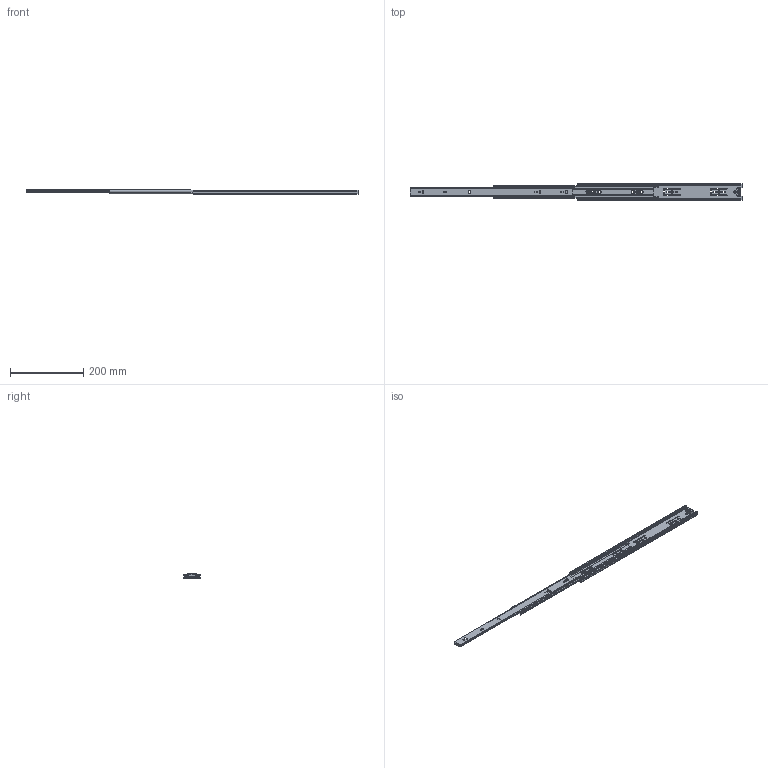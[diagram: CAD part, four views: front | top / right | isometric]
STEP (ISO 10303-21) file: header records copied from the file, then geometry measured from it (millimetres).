
FILE_DESCRIPTION (( 'STEP AP203' ), '1' );
FILE_NAME ('11435A25.step', '2013-10-01T16:05:56', ( 'Admin' ), ( 'Microsoft' ), 'SwSTEP 2.0', 'SolidWorks 2012', '' );
FILE_SCHEMA (( 'CONFIG_CONTROL_DESIGN' ));
Length unit declared in the file: inch
Products named in the file (1): 11435A25
Bounding box: 907.29 x 45.64 x 12.7 mm (x, y, z)
Volume: 90029.9 mm3; surface area: 151142.6 mm2
Topology: 8 solids, 8 shells, 399 faces, 1051 edges, 716 vertices
Faces by surface type: plane 155, cylinder 148, sphere 96
Entity records: 12782 total; most frequent: DIRECTION 2339, CARTESIAN_POINT 2167, ORIENTED_EDGE 2102, EDGE_CURVE 1051, AXIS2_PLACEMENT_3D 888, VERTEX_POINT 716, LINE 563, VECTOR 563
